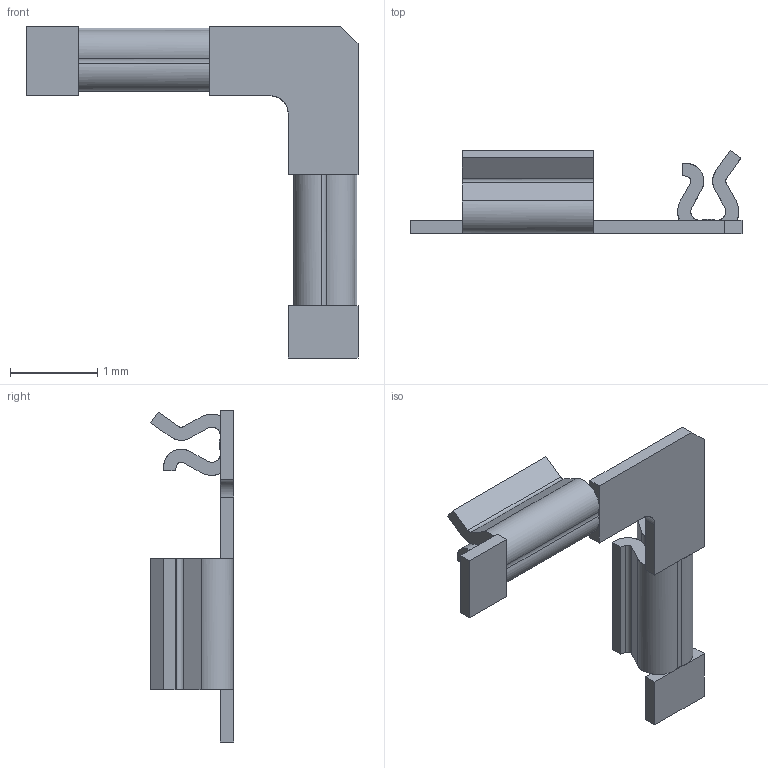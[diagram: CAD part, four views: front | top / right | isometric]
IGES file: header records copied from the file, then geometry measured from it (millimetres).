
Global section: file name: Ultra tiny corner clip; native system: Autodesk Inventor 2018; preprocessor: unknown; author: 0191; date: 20171120.093121; units: millimetre
Bounding box: 3.8 x 0.95 x 3.8 mm (x, y, z)
Surface area: 22.8 mm2 (no closed solid volume)
Topology: 0 solids, 0 shells, 66 faces, 553 edges, 721 vertices
Faces by surface type: bspline 45, revolution 21
